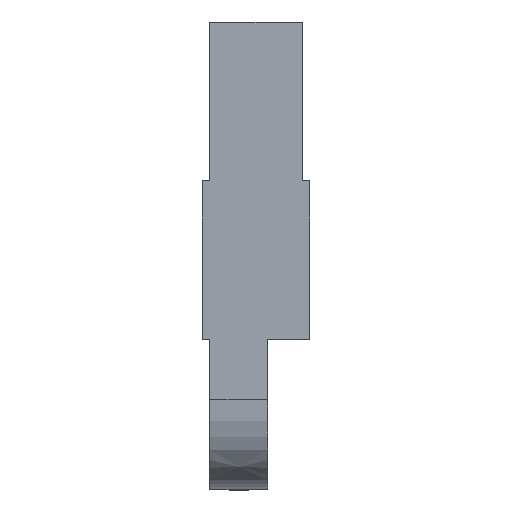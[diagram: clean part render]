
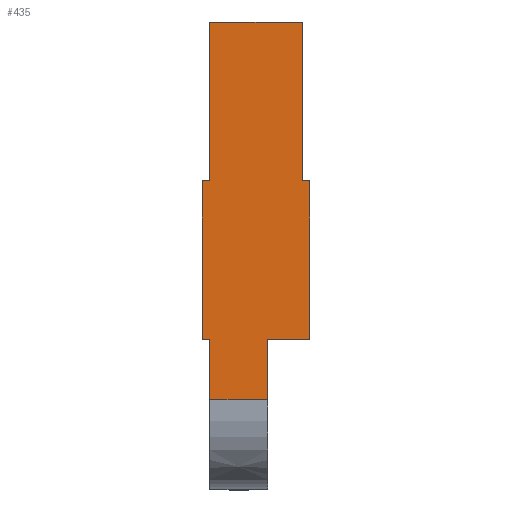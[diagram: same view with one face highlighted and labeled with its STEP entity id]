
A CAD part, top view. The second image highlights one B-rep face of the part: STEP entity #435.
In plain terms, the highlighted planar face has unit normal (0, 0, 1).
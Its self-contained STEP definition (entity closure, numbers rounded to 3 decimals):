
#50 = VERTEX_POINT('',#51);
#51 = CARTESIAN_POINT('',(0.45,0.,0.66));
#57 = EDGE_CURVE('',#50,#58,#60,.T.);
#58 = VERTEX_POINT('',#59);
#59 = CARTESIAN_POINT('',(1.65,0.,0.66));
#60 = LINE('',#61,#62);
#61 = CARTESIAN_POINT('',(0.45,0.,0.66));
#62 = VECTOR('',#63,1.);
#63 = DIRECTION('',(1.,0.,0.));
#88 = EDGE_CURVE('',#58,#89,#91,.T.);
#89 = VERTEX_POINT('',#90);
#90 = CARTESIAN_POINT('',(1.65,-2.06,0.66));
#91 = LINE('',#92,#93);
#92 = CARTESIAN_POINT('',(1.65,0.,0.66));
#93 = VECTOR('',#94,1.);
#94 = DIRECTION('',(0.,-1.,0.));
#119 = EDGE_CURVE('',#89,#120,#122,.T.);
#120 = VERTEX_POINT('',#121);
#121 = CARTESIAN_POINT('',(1.75,-2.06,0.66));
#122 = LINE('',#123,#124);
#123 = CARTESIAN_POINT('',(1.65,-2.06,0.66));
#124 = VECTOR('',#125,1.);
#125 = DIRECTION('',(1.,0.,0.));
#150 = EDGE_CURVE('',#120,#151,#153,.T.);
#151 = VERTEX_POINT('',#152);
#152 = CARTESIAN_POINT('',(1.75,-4.12,0.66));
#153 = LINE('',#154,#155);
#154 = CARTESIAN_POINT('',(1.75,-2.06,0.66));
#155 = VECTOR('',#156,1.);
#156 = DIRECTION('',(0.,-1.,0.));
#183 = VERTEX_POINT('',#184);
#184 = CARTESIAN_POINT('',(1.2,-4.12,0.66));
#190 = EDGE_CURVE('',#183,#151,#191,.T.);
#191 = LINE('',#192,#193);
#192 = CARTESIAN_POINT('',(1.2,-4.12,0.66));
#193 = VECTOR('',#194,1.);
#194 = DIRECTION('',(1.,0.,0.));
#214 = VERTEX_POINT('',#215);
#215 = CARTESIAN_POINT('',(1.2,-4.9,0.66));
#221 = EDGE_CURVE('',#214,#183,#222,.T.);
#222 = LINE('',#223,#224);
#223 = CARTESIAN_POINT('',(1.2,-4.9,0.66));
#224 = VECTOR('',#225,1.);
#225 = DIRECTION('',(0.,1.,0.));
#245 = VERTEX_POINT('',#246);
#246 = CARTESIAN_POINT('',(0.45,-4.9,0.66));
#252 = EDGE_CURVE('',#245,#214,#253,.T.);
#253 = LINE('',#254,#255);
#254 = CARTESIAN_POINT('',(0.45,-4.9,0.66));
#255 = VECTOR('',#256,1.);
#256 = DIRECTION('',(1.,0.,0.));
#276 = VERTEX_POINT('',#277);
#277 = CARTESIAN_POINT('',(0.45,-4.12,0.66));
#283 = EDGE_CURVE('',#276,#245,#284,.T.);
#284 = LINE('',#285,#286);
#285 = CARTESIAN_POINT('',(0.45,-4.12,0.66));
#286 = VECTOR('',#287,1.);
#287 = DIRECTION('',(0.,-1.,0.));
#307 = VERTEX_POINT('',#308);
#308 = CARTESIAN_POINT('',(0.35,-4.12,0.66));
#314 = EDGE_CURVE('',#307,#276,#315,.T.);
#315 = LINE('',#316,#317);
#316 = CARTESIAN_POINT('',(0.35,-4.12,0.66));
#317 = VECTOR('',#318,1.);
#318 = DIRECTION('',(1.,0.,0.));
#338 = VERTEX_POINT('',#339);
#339 = CARTESIAN_POINT('',(0.35,-2.06,0.66));
#345 = EDGE_CURVE('',#338,#307,#346,.T.);
#346 = LINE('',#347,#348);
#347 = CARTESIAN_POINT('',(0.35,-2.06,0.66));
#348 = VECTOR('',#349,1.);
#349 = DIRECTION('',(0.,-1.,0.));
#369 = VERTEX_POINT('',#370);
#370 = CARTESIAN_POINT('',(0.45,-2.06,0.66));
#376 = EDGE_CURVE('',#369,#338,#377,.T.);
#377 = LINE('',#378,#379);
#378 = CARTESIAN_POINT('',(0.45,-2.06,0.66));
#379 = VECTOR('',#380,1.);
#380 = DIRECTION('',(-1.,0.,0.));
#398 = EDGE_CURVE('',#50,#369,#399,.T.);
#399 = LINE('',#400,#401);
#400 = CARTESIAN_POINT('',(0.45,0.,0.66));
#401 = VECTOR('',#402,1.);
#402 = DIRECTION('',(0.,-1.,0.));
#435 = ADVANCED_FACE('',(#436),#450,.T.);
#436 = FACE_BOUND('',#437,.F.);
#437 = EDGE_LOOP('',(#438,#439,#440,#441,#442,#443,#444,#445,#446,#447,
    #448,#449));
#438 = ORIENTED_EDGE('',*,*,#57,.T.);
#439 = ORIENTED_EDGE('',*,*,#88,.T.);
#440 = ORIENTED_EDGE('',*,*,#119,.T.);
#441 = ORIENTED_EDGE('',*,*,#150,.T.);
#442 = ORIENTED_EDGE('',*,*,#190,.F.);
#443 = ORIENTED_EDGE('',*,*,#221,.F.);
#444 = ORIENTED_EDGE('',*,*,#252,.F.);
#445 = ORIENTED_EDGE('',*,*,#283,.F.);
#446 = ORIENTED_EDGE('',*,*,#314,.F.);
#447 = ORIENTED_EDGE('',*,*,#345,.F.);
#448 = ORIENTED_EDGE('',*,*,#376,.F.);
#449 = ORIENTED_EDGE('',*,*,#398,.F.);
#450 = PLANE('',#451);
#451 = AXIS2_PLACEMENT_3D('',#452,#453,#454);
#452 = CARTESIAN_POINT('',(1.022,-2.442,0.66));
#453 = DIRECTION('',(0.,0.,1.));
#454 = DIRECTION('',(1.,0.,0.));
